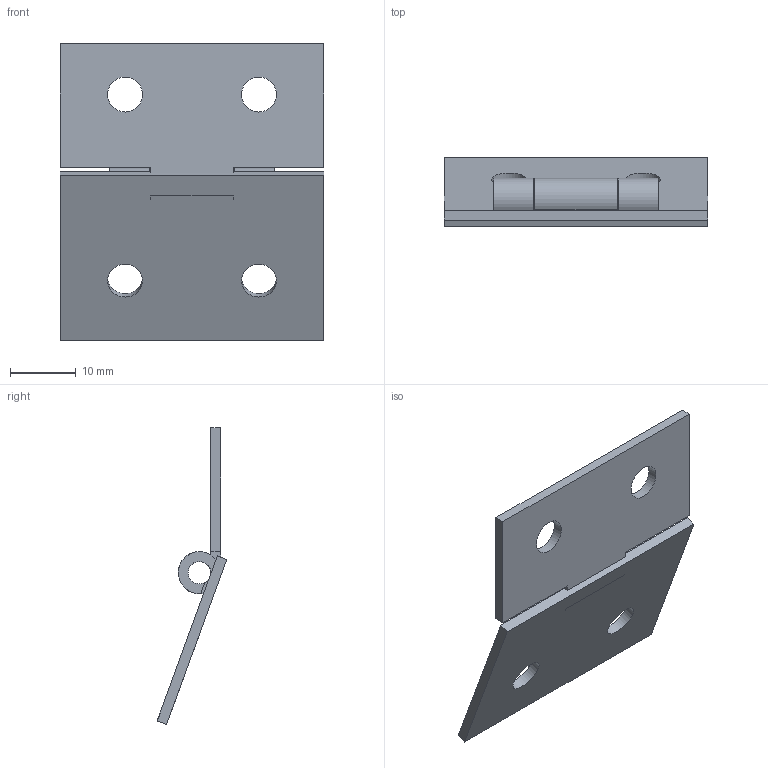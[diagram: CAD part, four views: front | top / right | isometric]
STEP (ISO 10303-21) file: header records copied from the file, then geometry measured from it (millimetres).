
FILE_DESCRIPTION(/* description */ (''),/* implementation_level */ '2;1');
FILE_NAME(/* name */ '合页组合（仿）.step',/* time_stamp */ '2022-10-08T19:59:50+08:00',/* author */ (''),/* organization */ (''),/* preprocessor_version */ 'ST-DEVELOPER v19',/* originating_system */ 'Autodesk Translation Framework v11.7.0.108',/* authorisation */ '');
FILE_SCHEMA (('AUTOMOTIVE_DESIGN { 1 0 10303 214 3 1 1 }'));
Length unit declared in the file: millimetre
Products named in the file (3): 合页组合; 合页2组合1 v1; 合页2组合2 v2
Assembly tree (2 placements, depth 2):
  合页组合
    合页2组合1 v1
    合页2组合2 v2
Bounding box: 40 x 10.55 x 45 mm (x, y, z)
Volume: 3055.9 mm3; surface area: 4751.2 mm2
Topology: 4 solids, 4 shells, 43 faces, 99 edges, 66 vertices
Faces by surface type: plane 32, cylinder 11
Full cylindrical faces by diameter (mm): 5.3 x4
Entity records: 1314 total; most frequent: DIRECTION 217, CARTESIAN_POINT 213, ORIENTED_EDGE 198, EDGE_CURVE 99, LINE 77, VECTOR 77, AXIS2_PLACEMENT_3D 70, VERTEX_POINT 66
